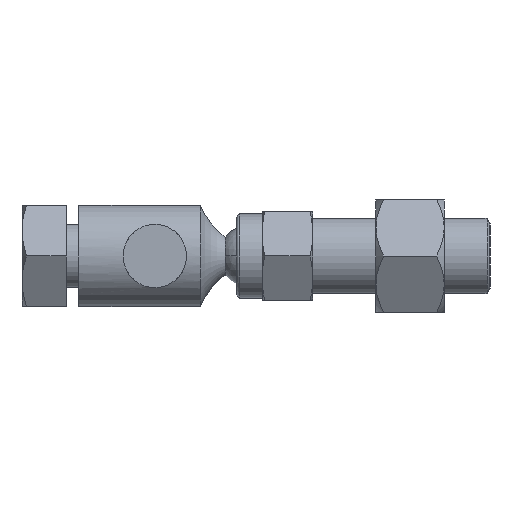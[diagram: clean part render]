
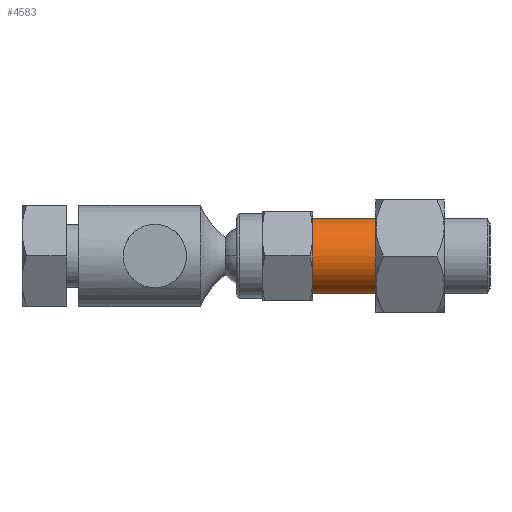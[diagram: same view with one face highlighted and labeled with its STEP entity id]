
A CAD part, left-side view. The second image highlights one B-rep face of the part: STEP entity #4583.
In plain terms, the highlighted cylindrical face has radius 4.763 mm (diameter 9.525 mm), a partial arc.
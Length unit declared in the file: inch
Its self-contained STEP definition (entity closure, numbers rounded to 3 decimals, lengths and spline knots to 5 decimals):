
#143 = DIRECTION ( 'NONE',  ( 0., 1., 0. ) ) ;
#156 = ORIENTED_EDGE ( 'NONE', *, *, #1125, .T. ) ;
#258 = VECTOR ( 'NONE', #2682, 39.37008 ) ;
#366 = DIRECTION ( 'NONE',  ( 0., 0., -1. ) ) ;
#482 = CARTESIAN_POINT ( 'NONE',  ( -10.9375, -0.78, -0.1875 ) ) ;
#560 = DIRECTION ( 'NONE',  ( 0., 0., -1. ) ) ;
#799 = CARTESIAN_POINT ( 'NONE',  ( -10.9375, -1.092, -0.1875 ) ) ;
#875 = EDGE_CURVE ( 'NONE', #2308, #2065, #3905, .T. ) ;
#910 = AXIS2_PLACEMENT_3D ( 'NONE', #1751, #143, #1723 ) ;
#1037 = FACE_OUTER_BOUND ( 'NONE', #3078, .T. ) ;
#1125 = EDGE_CURVE ( 'NONE', #2308, #1985, #4704, .T. ) ;
#1290 = CARTESIAN_POINT ( 'NONE',  ( -10.9375, -0.78, 0.1875 ) ) ;
#1723 = DIRECTION ( 'NONE',  ( 0., 0., 1. ) ) ;
#1751 = CARTESIAN_POINT ( 'NONE',  ( -10.9375, -1.092, 0. ) ) ;
#1859 = CARTESIAN_POINT ( 'NONE',  ( -10.9375, -1.092, 0.1875 ) ) ;
#1938 = VERTEX_POINT ( 'NONE', #799 ) ;
#1963 = LINE ( 'NONE', #2298, #258 ) ;
#1969 = EDGE_CURVE ( 'NONE', #1938, #2065, #2241, .T. ) ;
#1985 = VERTEX_POINT ( 'NONE', #482 ) ;
#2019 = CARTESIAN_POINT ( 'NONE',  ( -10.9375, -1.655, 0. ) ) ;
#2029 = AXIS2_PLACEMENT_3D ( 'NONE', #2019, #2744, #366 ) ;
#2065 = VERTEX_POINT ( 'NONE', #1859 ) ;
#2167 = VECTOR ( 'NONE', #2336, 39.37008 ) ;
#2207 = EDGE_CURVE ( 'NONE', #1985, #1938, #1963, .T. ) ;
#2241 = CIRCLE ( 'NONE', #910, 0.1875 ) ;
#2298 = CARTESIAN_POINT ( 'NONE',  ( -10.9375, -1.655, -0.1875 ) ) ;
#2308 = VERTEX_POINT ( 'NONE', #1290 ) ;
#2336 = DIRECTION ( 'NONE',  ( 0., -1., 0. ) ) ;
#2591 = CYLINDRICAL_SURFACE ( 'NONE', #2029, 0.1875 ) ;
#2682 = DIRECTION ( 'NONE',  ( 0., -1., 0. ) ) ;
#2744 = DIRECTION ( 'NONE',  ( 0., -1., 0. ) ) ;
#3078 = EDGE_LOOP ( 'NONE', ( #4793, #156, #4439, #3735 ) ) ;
#3713 = CARTESIAN_POINT ( 'NONE',  ( -10.9375, -0.78, 0. ) ) ;
#3735 = ORIENTED_EDGE ( 'NONE', *, *, #1969, .T. ) ;
#3739 = DIRECTION ( 'NONE',  ( 0., -1., 0. ) ) ;
#3905 = LINE ( 'NONE', #4318, #2167 ) ;
#4318 = CARTESIAN_POINT ( 'NONE',  ( -10.9375, -1.655, 0.1875 ) ) ;
#4439 = ORIENTED_EDGE ( 'NONE', *, *, #2207, .T. ) ;
#4583 = ADVANCED_FACE ( 'NONE', ( #1037 ), #2591, .T. ) ;
#4704 = CIRCLE ( 'NONE', #5106, 0.1875 ) ;
#4793 = ORIENTED_EDGE ( 'NONE', *, *, #875, .F. ) ;
#5106 = AXIS2_PLACEMENT_3D ( 'NONE', #3713, #3739, #560 ) ;
